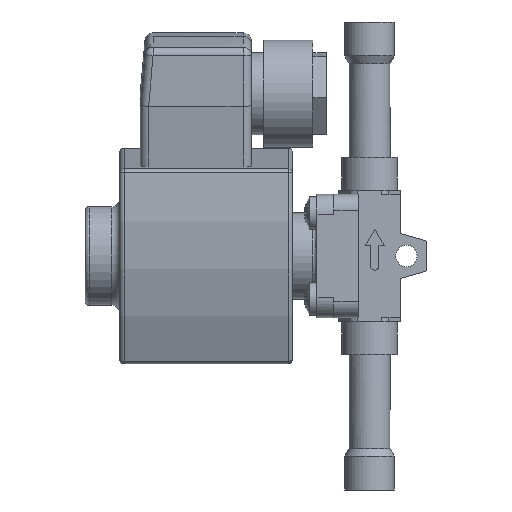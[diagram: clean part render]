
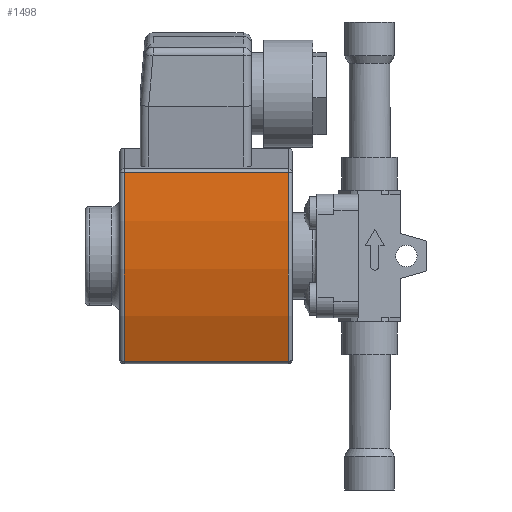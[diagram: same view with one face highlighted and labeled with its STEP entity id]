
A CAD part, left-side view. The second image highlights one B-rep face of the part: STEP entity #1498.
In plain terms, the highlighted cylindrical face has radius 82 mm (diameter 164 mm), a partial arc.
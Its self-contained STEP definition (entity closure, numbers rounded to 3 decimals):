
#1457=CARTESIAN_POINT('',(61.594,17.652,57.428));
#1458=DIRECTION('',(0.,1.,0.));
#1459=DIRECTION('',(-0.154,0.,0.988));
#1460=AXIS2_PLACEMENT_3D('',#1457,#1458,#1459);
#1461=CYLINDRICAL_SURFACE('',#1460,82.);
#1462=CARTESIAN_POINT('',(-12.524,58.652,22.349));
#1463=VERTEX_POINT('',#1462);
#1464=CARTESIAN_POINT('',(-12.524,18.652,22.349));
#1465=VERTEX_POINT('',#1464);
#1466=CARTESIAN_POINT('',(-12.524,58.652,22.349));
#1467=DIRECTION('',(-0.,-1.,-0.));
#1468=VECTOR('',#1467,40.);
#1469=LINE('',#1466,#1468);
#1470=EDGE_CURVE('NONE',#1463,#1465,#1469,.T.);
#1471=ORIENTED_EDGE('',*,*,#1470,.T.);
#1472=CARTESIAN_POINT('',(-19.674,18.652,68.365));
#1473=VERTEX_POINT('',#1472);
#1474=CARTESIAN_POINT('',(61.594,18.652,57.428));
#1475=DIRECTION('',(0.,1.,0.));
#1476=DIRECTION('',(-0.154,0.,0.988));
#1477=AXIS2_PLACEMENT_3D('',#1474,#1475,#1476);
#1478=CIRCLE('',#1477,82.);
#1479=EDGE_CURVE('NONE',#1465,#1473,#1478,.T.);
#1480=ORIENTED_EDGE('',*,*,#1479,.T.);
#1481=CARTESIAN_POINT('',(-19.674,58.652,68.365));
#1482=VERTEX_POINT('',#1481);
#1483=CARTESIAN_POINT('',(-19.674,18.652,68.365));
#1484=DIRECTION('',(0.,1.,0.));
#1485=VECTOR('',#1484,40.);
#1486=LINE('',#1483,#1485);
#1487=EDGE_CURVE('NONE',#1473,#1482,#1486,.T.);
#1488=ORIENTED_EDGE('',*,*,#1487,.T.);
#1489=CARTESIAN_POINT('',(61.594,58.652,57.428));
#1490=DIRECTION('',(-0.,-1.,-0.));
#1491=DIRECTION('',(-0.154,0.,0.988));
#1492=AXIS2_PLACEMENT_3D('',#1489,#1490,#1491);
#1493=CIRCLE('',#1492,82.);
#1494=EDGE_CURVE('NONE',#1482,#1463,#1493,.T.);
#1495=ORIENTED_EDGE('',*,*,#1494,.T.);
#1496=EDGE_LOOP('',(#1471,#1480,#1488,#1495));
#1497=FACE_BOUND('',#1496,.T.);
#1498=ADVANCED_FACE('NONE',(#1497),#1461,.T.);
